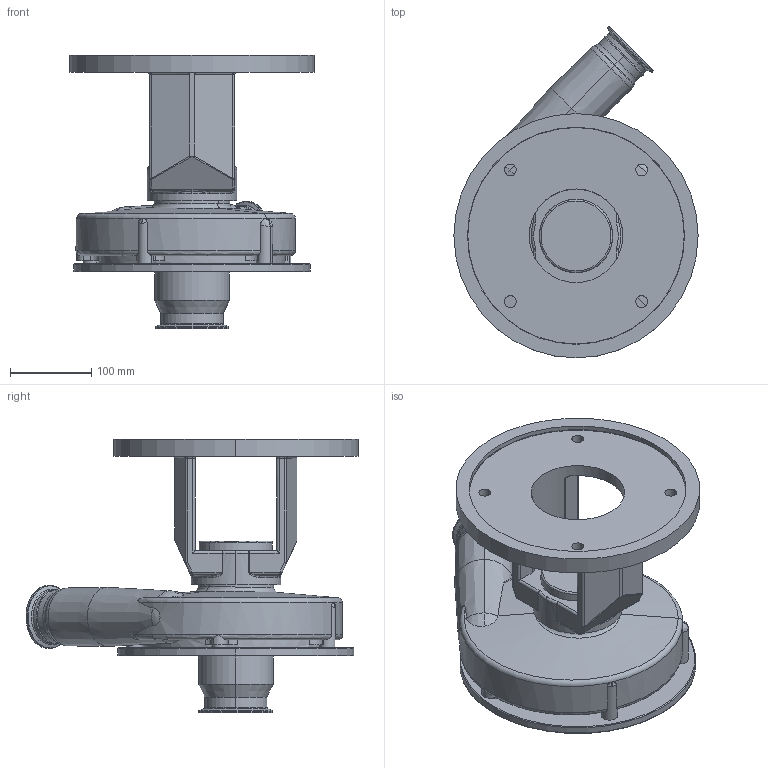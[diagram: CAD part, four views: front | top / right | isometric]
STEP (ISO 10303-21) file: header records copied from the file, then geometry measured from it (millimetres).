
FILE_DESCRIPTION (( 'STEP AP214' ), '1' );
FILE_NAME ('FPR 3541-3542 280TC 45L.STEP', '2022-12-22T20:42:55', ( '' ), ( '' ), 'SwSTEP 2.0', 'SolidWorks 2021', '' );
FILE_SCHEMA (( 'AUTOMOTIVE_DESIGN' ));
Length unit declared in the file: millimetre
Products named in the file (1): FPR 3541-3542 280TC 45L
Bounding box: 300 x 407.88 x 336.5 mm (x, y, z)
Volume: 5529038.9 mm3; surface area: 622405.1 mm2
Topology: 1 solids, 1 shells, 357 faces, 884 edges, 525 vertices
Faces by surface type: cylinder 127, torus 74, plane 61, bspline 45, cone 33, sphere 17
Entity records: 14567 total; most frequent: CARTESIAN_POINT 6301, DIRECTION 1764, ORIENTED_EDGE 1752, EDGE_CURVE 876, AXIS2_PLACEMENT_3D 753, VERTEX_POINT 525, CIRCLE 440, EDGE_LOOP 383
